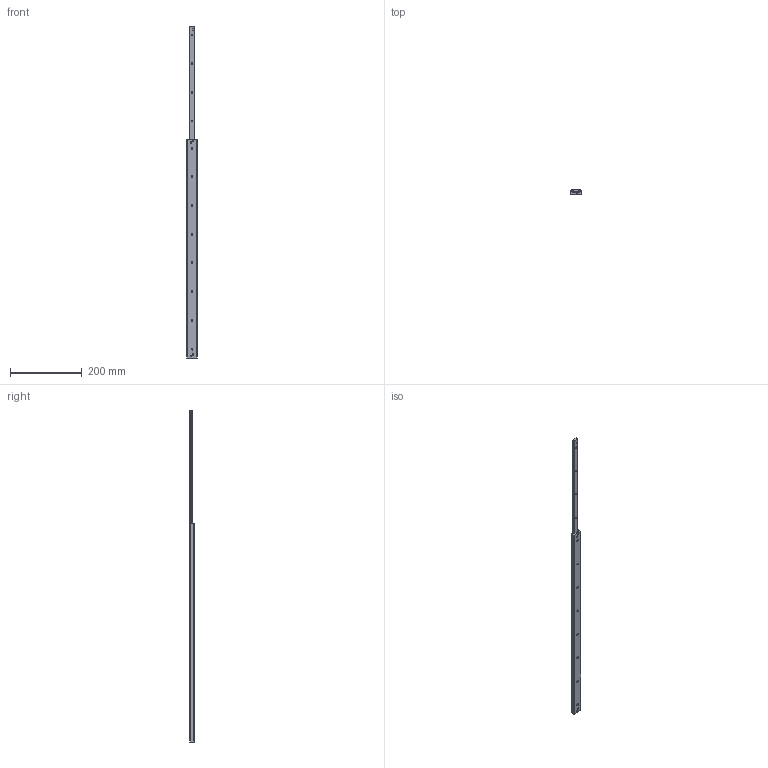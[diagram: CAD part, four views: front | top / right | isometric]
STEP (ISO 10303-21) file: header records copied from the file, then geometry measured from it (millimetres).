
FILE_DESCRIPTION((''),'2;1');
FILE_NAME('LCAE 28H-0610.stp','2011-03-23T14:18:28',('MKoza'),(''),'Autodesk Inventor 2009','Autodesk Inventor 2009','');
FILE_SCHEMA(('AUTOMOTIVE_DESIGN { 1 0 10303 214 1 1 1 1 }'));
Length unit declared in the file: millimetre
Products named in the file (7): LCAE 28H; LCM 28H; LLMG 28H; KF.LCA 28H; VKB.L 28H 4x7; + SC M4x0,35 DIN 1207; AS.L 28H 4x3,8
Assembly tree (9 placements, depth 2):
  LCAE 28H
    LCM 28H
    LLMG 28H
    KF.LCA 28H
    VKB.L 28H 4x7  x2
    + SC M4x0,35 DIN 1207  x2
    AS.L 28H 4x3,8  x2
Bounding box: 28 x 12.9 x 925 mm (x, y, z)
Volume: 167039.5 mm3; surface area: 106867.2 mm2
Topology: 9 solids, 9 shells, 174 faces, 434 edges, 284 vertices
Faces by surface type: plane 83, cylinder 41, bspline 38, cone 6, torus 6
Full cylindrical faces by diameter (mm): 3.9 x2, 4 x4, 5 x2
Entity records: 5090 total; most frequent: CARTESIAN_POINT 1427, DIRECTION 716, ORIENTED_EDGE 660, EDGE_CURVE 330, AXIS2_PLACEMENT_3D 269, VERTEX_POINT 244, EDGE_LOOP 240, VECTOR 178
